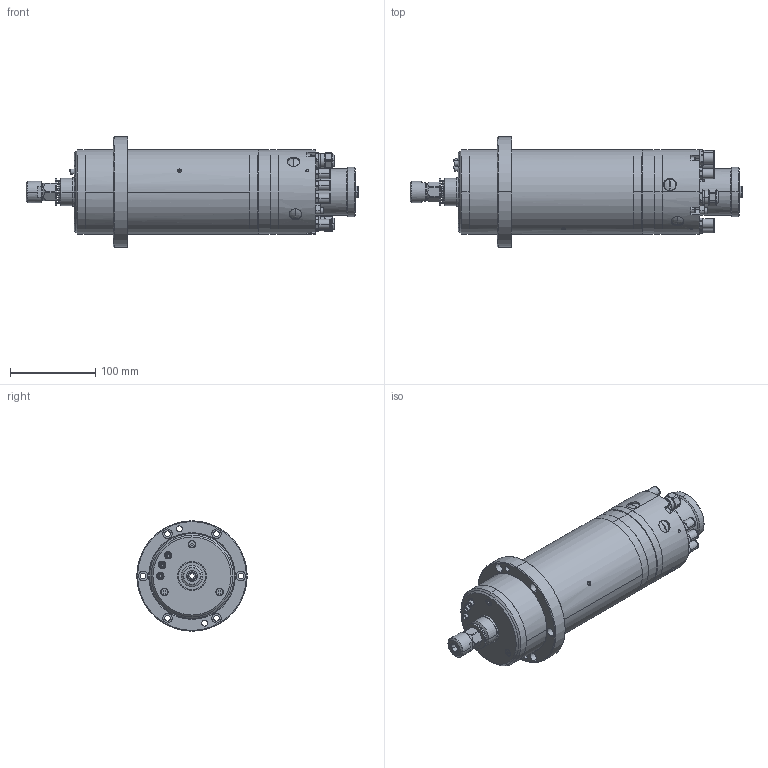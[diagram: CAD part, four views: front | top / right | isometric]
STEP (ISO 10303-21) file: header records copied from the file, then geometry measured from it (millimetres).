
FILE_DESCRIPTION (( 'STEP AP203' ), '1' );
FILE_NAME ('100A40FHK-00-.STEP', '2010-08-17T10:12:24', ( 'IBAGCAD_7' ), ( 'IBAG Switzerland AG' ), 'SwSTEP 2.0', 'SolidWorks 2010', '' );
FILE_SCHEMA (( 'CONFIG_CONTROL_DESIGN' ));
Length unit declared in the file: millimetre
Products named in the file (1): 100A40FHK-00-
Bounding box: 390.55 x 130 x 130 mm (x, y, z)
Surface area: 187022 mm2 (no closed solid volume)
Topology: 0 solids, 65 shells, 755 faces, 2415 edges, 1744 vertices
Faces by surface type: cylinder 332, plane 288, cone 79, torus 46, sphere 10
Entity records: 28694 total; most frequent: CARTESIAN_POINT 6314, DIRECTION 5160, ORIENTED_EDGE 3878, EDGE_CURVE 2397, AXIS2_PLACEMENT_3D 2095, VERTEX_POINT 1738, CIRCLE 1339, EDGE_LOOP 1046
